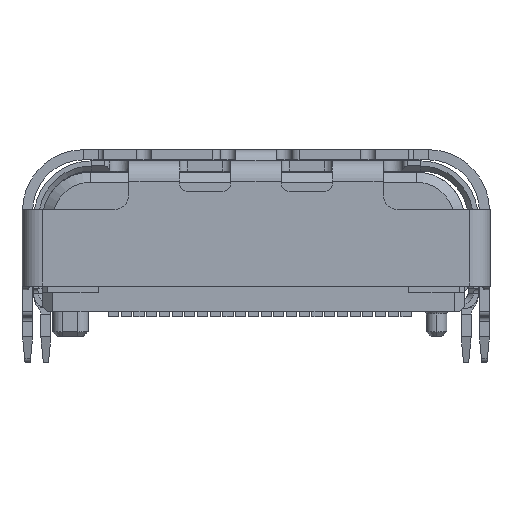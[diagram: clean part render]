
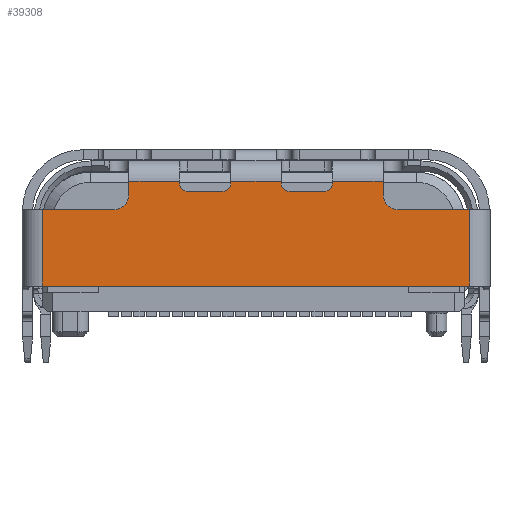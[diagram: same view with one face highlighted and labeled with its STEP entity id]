
A CAD part, left-side view. The second image highlights one B-rep face of the part: STEP entity #39308.
In plain terms, the highlighted planar face has unit normal (-1, 0, 0).
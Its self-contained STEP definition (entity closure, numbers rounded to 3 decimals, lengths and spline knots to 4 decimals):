
#1412=DIRECTION('',(0.,-1.,0.));
#1413=VECTOR('',#1412,8.4);
#1414=CARTESIAN_POINT('',(-10.45,4.2,-0.98));
#1415=LINE('',#1414,#1413);
#10600=DIRECTION('',(0.,1.,0.));
#10601=VECTOR('',#10600,1.);
#10602=CARTESIAN_POINT('',(-10.45,1.5,1.08));
#10603=LINE('',#10602,#10601);
#10680=DIRECTION('',(0.,1.,0.));
#10681=VECTOR('',#10680,1.);
#10682=CARTESIAN_POINT('',(-10.45,-0.5,1.08));
#10683=LINE('',#10682,#10681);
#10819=DIRECTION('',(0.,0.,1.));
#10820=VECTOR('',#10819,0.26);
#10821=CARTESIAN_POINT('',(-10.45,-2.5,0.82));
#10822=LINE('',#10821,#10820);
#10835=CARTESIAN_POINT('',(-10.45,-1.35,1.03));
#10836=DIRECTION('',(-1.,0.,0.));
#10837=DIRECTION('',(0.,0.,-1.));
#10838=AXIS2_PLACEMENT_3D('',#10835,#10836,#10837);
#10840=DIRECTION('',(0.,0.,1.));
#10841=VECTOR('',#10840,0.05);
#10842=CARTESIAN_POINT('',(-10.45,-1.5,1.03));
#10843=LINE('',#10842,#10841);
#10844=DIRECTION('',(0.,-1.,0.));
#10845=VECTOR('',#10844,1.);
#10846=CARTESIAN_POINT('',(-10.45,-1.5,1.08));
#10847=LINE('',#10846,#10845);
#10848=CARTESIAN_POINT('',(-10.45,-2.8,0.82));
#10849=DIRECTION('',(-1.,0.,0.));
#10850=DIRECTION('',(0.,1.,0.));
#10851=AXIS2_PLACEMENT_3D('',#10848,#10849,#10850);
#10853=CARTESIAN_POINT('',(-10.45,2.8,0.82));
#10854=DIRECTION('',(-1.,0.,0.));
#10855=DIRECTION('',(0.,0.,-1.));
#10856=AXIS2_PLACEMENT_3D('',#10853,#10854,#10855);
#10858=CARTESIAN_POINT('',(-10.45,1.35,1.03));
#10859=DIRECTION('',(-1.,0.,0.));
#10860=DIRECTION('',(0.,1.,0.));
#10861=AXIS2_PLACEMENT_3D('',#10858,#10859,#10860);
#10863=CARTESIAN_POINT('',(-10.45,0.65,1.03));
#10864=DIRECTION('',(-1.,0.,0.));
#10865=DIRECTION('',(0.,0.,-1.));
#10866=AXIS2_PLACEMENT_3D('',#10863,#10864,#10865);
#10868=CARTESIAN_POINT('',(-10.45,-0.65,1.03));
#10869=DIRECTION('',(-1.,0.,0.));
#10870=DIRECTION('',(0.,1.,0.));
#10871=AXIS2_PLACEMENT_3D('',#10868,#10869,#10870);
#10873=DIRECTION('',(0.,1.,0.));
#10874=VECTOR('',#10873,0.7);
#10875=CARTESIAN_POINT('',(-10.45,-1.35,0.88));
#10876=LINE('',#10875,#10874);
#10881=DIRECTION('',(0.,0.,1.));
#10882=VECTOR('',#10881,0.05);
#10883=CARTESIAN_POINT('',(-10.45,-0.5,1.03));
#10884=LINE('',#10883,#10882);
#10905=DIRECTION('',(0.,1.,0.));
#10906=VECTOR('',#10905,1.4);
#10907=CARTESIAN_POINT('',(-10.45,-4.2,0.52));
#10908=LINE('',#10907,#10906);
#10927=DIRECTION('',(0.,0.,1.));
#10928=VECTOR('',#10927,1.5);
#10929=CARTESIAN_POINT('',(-10.45,-4.2,-0.98));
#10930=LINE('',#10929,#10928);
#11129=DIRECTION('',(0.,0.,-1.));
#11130=VECTOR('',#11129,1.5);
#11131=CARTESIAN_POINT('',(-10.45,4.2,0.52));
#11132=LINE('',#11131,#11130);
#11341=DIRECTION('',(0.,1.,0.));
#11342=VECTOR('',#11341,1.4);
#11343=CARTESIAN_POINT('',(-10.45,2.8,0.52));
#11344=LINE('',#11343,#11342);
#11353=DIRECTION('',(0.,0.,-1.));
#11354=VECTOR('',#11353,0.26);
#11355=CARTESIAN_POINT('',(-10.45,2.5,1.08));
#11356=LINE('',#11355,#11354);
#11361=DIRECTION('',(0.,0.,1.));
#11362=VECTOR('',#11361,0.05);
#11363=CARTESIAN_POINT('',(-10.45,1.5,1.03));
#11364=LINE('',#11363,#11362);
#11373=DIRECTION('',(0.,1.,0.));
#11374=VECTOR('',#11373,0.7);
#11375=CARTESIAN_POINT('',(-10.45,0.65,0.88));
#11376=LINE('',#11375,#11374);
#11385=DIRECTION('',(0.,0.,-1.));
#11386=VECTOR('',#11385,0.05);
#11387=CARTESIAN_POINT('',(-10.45,0.5,1.08));
#11388=LINE('',#11387,#11386);
#20129=CARTESIAN_POINT('',(-10.45,-2.5,1.08));
#20130=VERTEX_POINT('',#20129);
#20135=CARTESIAN_POINT('',(-10.45,-1.5,1.08));
#20136=VERTEX_POINT('',#20135);
#20139=CARTESIAN_POINT('',(-10.45,-1.5,1.03));
#20140=VERTEX_POINT('',#20139);
#20143=CARTESIAN_POINT('',(-10.45,-1.35,0.88));
#20144=CARTESIAN_POINT('',(-10.45,-0.65,0.88));
#20145=VERTEX_POINT('',#20143);
#20146=VERTEX_POINT('',#20144);
#20147=CARTESIAN_POINT('',(-10.45,-2.5,0.82));
#20148=CARTESIAN_POINT('',(-10.45,-2.8,0.52));
#20149=VERTEX_POINT('',#20147);
#20150=VERTEX_POINT('',#20148);
#20151=CARTESIAN_POINT('',(-10.45,2.8,0.52));
#20152=CARTESIAN_POINT('',(-10.45,2.5,0.82));
#20153=VERTEX_POINT('',#20151);
#20154=VERTEX_POINT('',#20152);
#20155=CARTESIAN_POINT('',(-10.45,1.5,1.03));
#20156=CARTESIAN_POINT('',(-10.45,1.35,0.88));
#20157=VERTEX_POINT('',#20155);
#20158=VERTEX_POINT('',#20156);
#20159=CARTESIAN_POINT('',(-10.45,0.65,0.88));
#20160=CARTESIAN_POINT('',(-10.45,0.5,1.03));
#20161=VERTEX_POINT('',#20159);
#20162=VERTEX_POINT('',#20160);
#20163=CARTESIAN_POINT('',(-10.45,-0.5,1.03));
#20164=VERTEX_POINT('',#20163);
#20171=CARTESIAN_POINT('',(-10.45,-0.5,1.08));
#20172=VERTEX_POINT('',#20171);
#20177=CARTESIAN_POINT('',(-10.45,0.5,1.08));
#20178=VERTEX_POINT('',#20177);
#20191=CARTESIAN_POINT('',(-10.45,1.5,1.08));
#20192=VERTEX_POINT('',#20191);
#20197=CARTESIAN_POINT('',(-10.45,2.5,1.08));
#20198=VERTEX_POINT('',#20197);
#20207=CARTESIAN_POINT('',(-10.45,4.2,0.52));
#20208=VERTEX_POINT('',#20207);
#20217=CARTESIAN_POINT('',(-10.45,4.2,-0.98));
#20218=VERTEX_POINT('',#20217);
#20229=CARTESIAN_POINT('',(-10.45,-4.2,-0.98));
#20230=VERTEX_POINT('',#20229);
#20261=CARTESIAN_POINT('',(-10.45,-4.2,0.52));
#20262=VERTEX_POINT('',#20261);
#39262=CARTESIAN_POINT('',(-10.45,0.,0.05));
#39263=DIRECTION('',(1.,0.,0.));
#39264=DIRECTION('',(0.,0.,-1.));
#39265=AXIS2_PLACEMENT_3D('',#39262,#39263,#39264);
#39266=PLANE('',#39265);
#39268=ORIENTED_EDGE('',*,*,#39267,.F.);
#39270=ORIENTED_EDGE('',*,*,#39269,.T.);
#39272=ORIENTED_EDGE('',*,*,#39271,.T.);
#39273=ORIENTED_EDGE('',*,*,#39176,.T.);
#39274=ORIENTED_EDGE('',*,*,#39253,.F.);
#39276=ORIENTED_EDGE('',*,*,#39275,.T.);
#39278=ORIENTED_EDGE('',*,*,#39277,.F.);
#39280=ORIENTED_EDGE('',*,*,#39279,.F.);
#39281=ORIENTED_EDGE('',*,*,#26452,.F.);
#39283=ORIENTED_EDGE('',*,*,#39282,.F.);
#39285=ORIENTED_EDGE('',*,*,#39284,.F.);
#39287=ORIENTED_EDGE('',*,*,#39286,.T.);
#39289=ORIENTED_EDGE('',*,*,#39288,.F.);
#39290=ORIENTED_EDGE('',*,*,#38956,.F.);
#39292=ORIENTED_EDGE('',*,*,#39291,.F.);
#39294=ORIENTED_EDGE('',*,*,#39293,.T.);
#39296=ORIENTED_EDGE('',*,*,#39295,.F.);
#39298=ORIENTED_EDGE('',*,*,#39297,.T.);
#39300=ORIENTED_EDGE('',*,*,#39299,.F.);
#39301=ORIENTED_EDGE('',*,*,#39065,.F.);
#39303=ORIENTED_EDGE('',*,*,#39302,.F.);
#39305=ORIENTED_EDGE('',*,*,#39304,.T.);
#39306=EDGE_LOOP('',(#39268,#39270,#39272,#39273,#39274,#39276,#39278,#39280,
#39281,#39283,#39285,#39287,#39289,#39290,#39292,#39294,#39296,#39298,#39300,
#39301,#39303,#39305));
#39307=FACE_OUTER_BOUND('',#39306,.F.);
#39308=ADVANCED_FACE('',(#39307),#39266,.F.);
#10839=CIRCLE('',#10838,0.15);
#10852=CIRCLE('',#10851,0.3);
#10857=CIRCLE('',#10856,0.3);
#10862=CIRCLE('',#10861,0.15);
#10867=CIRCLE('',#10866,0.15);
#10872=CIRCLE('',#10871,0.15);
#26452=EDGE_CURVE('',#20218,#20230,#1415,.T.);
#38956=EDGE_CURVE('',#20192,#20198,#10603,.T.);
#39065=EDGE_CURVE('',#20172,#20178,#10683,.T.);
#39176=EDGE_CURVE('',#20136,#20130,#10847,.T.);
#39253=EDGE_CURVE('',#20149,#20130,#10822,.T.);
#39267=EDGE_CURVE('',#20145,#20146,#10876,.T.);
#39269=EDGE_CURVE('',#20145,#20140,#10839,.T.);
#39271=EDGE_CURVE('',#20140,#20136,#10843,.T.);
#39275=EDGE_CURVE('',#20149,#20150,#10852,.T.);
#39277=EDGE_CURVE('',#20262,#20150,#10908,.T.);
#39279=EDGE_CURVE('',#20230,#20262,#10930,.T.);
#39282=EDGE_CURVE('',#20208,#20218,#11132,.T.);
#39284=EDGE_CURVE('',#20153,#20208,#11344,.T.);
#39286=EDGE_CURVE('',#20153,#20154,#10857,.T.);
#39288=EDGE_CURVE('',#20198,#20154,#11356,.T.);
#39291=EDGE_CURVE('',#20157,#20192,#11364,.T.);
#39293=EDGE_CURVE('',#20157,#20158,#10862,.T.);
#39295=EDGE_CURVE('',#20161,#20158,#11376,.T.);
#39297=EDGE_CURVE('',#20161,#20162,#10867,.T.);
#39299=EDGE_CURVE('',#20178,#20162,#11388,.T.);
#39302=EDGE_CURVE('',#20164,#20172,#10884,.T.);
#39304=EDGE_CURVE('',#20164,#20146,#10872,.T.);
